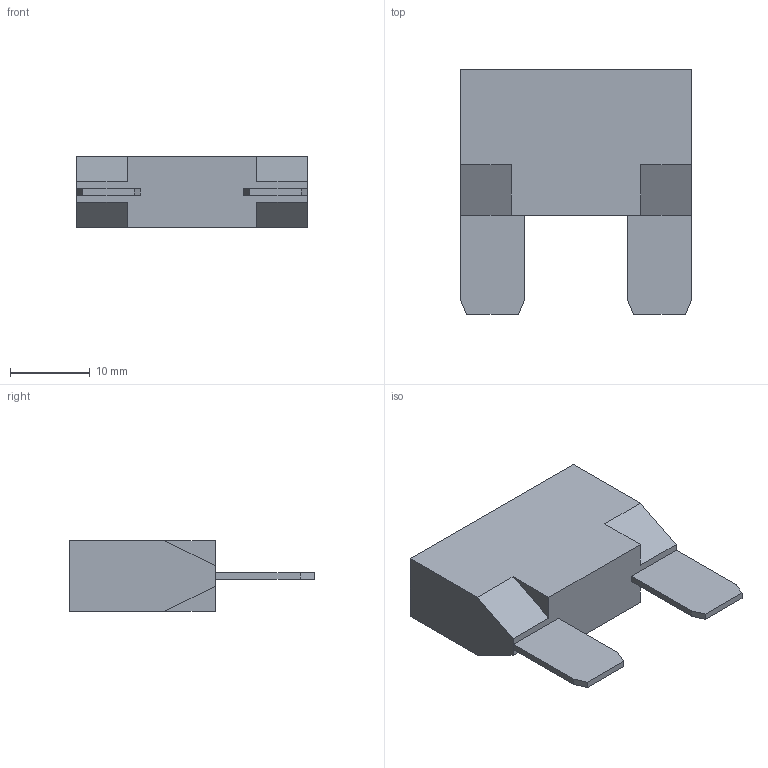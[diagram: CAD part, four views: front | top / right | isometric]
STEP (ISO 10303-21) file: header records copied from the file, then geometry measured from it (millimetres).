
FILE_DESCRIPTION (( 'STEP AP214' ), '1' );
FILE_NAME ('40 Amp Fuse.STEP', '2017-04-17T20:13:14', ( 'ART' ), ( 'Microsoft' ), 'SwSTEP 2.0', 'SolidWorks 2015', '' );
FILE_SCHEMA (( 'AUTOMOTIVE_DESIGN' ));
Length unit declared in the file: inch
Products named in the file (1): 40 Amp Fuse
Bounding box: 28.96 x 30.73 x 8.89 mm (x, y, z)
Volume: 4565.1 mm3; surface area: 2441 mm2
Topology: 17 solids, 17 shells, 428 faces, 1104 edges, 736 vertices
Faces by surface type: plane 340, bspline 84, cylinder 4
Entity records: 21212 total; most frequent: CARTESIAN_POINT 7841, ORIENTED_EDGE 2208, DIRECTION 1634, EDGE_CURVE 1104, LINE 928, VECTOR 928, VERTEX_POINT 736, EDGE_LOOP 470
